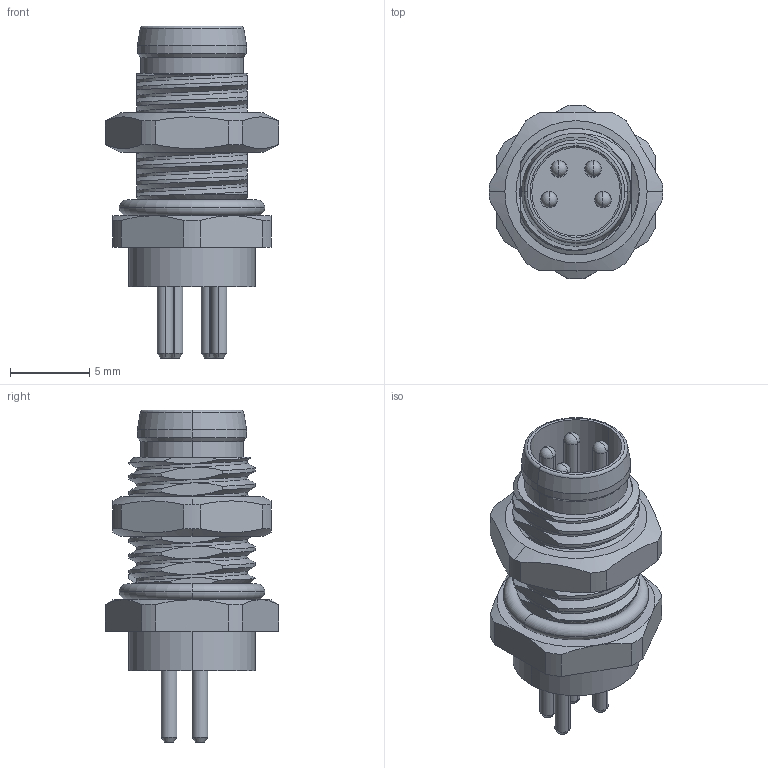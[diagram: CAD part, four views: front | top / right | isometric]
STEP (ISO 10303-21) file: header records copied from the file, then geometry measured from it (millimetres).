
FILE_DESCRIPTION((''),'2;1');
FILE_NAME('PRT000122344','2025-09-23T',('gongcheng16'),(''),'PRO/ENGINEER BY PARAMETRIC TECHNOLOGY CORPORATION, 2010280','PRO/ENGINEER BY PARAMETRIC TECHNOLOGY CORPORATION, 2010280','');
FILE_SCHEMA(('CONFIG_CONTROL_DESIGN'));
Length unit declared in the file: millimetre
Products named in the file (1): PRT000122344
Bounding box: 11 x 10.99 x 21 mm (x, y, z)
Volume: 237.2 mm3; surface area: 2200.4 mm2
Topology: 1 solids, 9 shells, 376 faces, 864 edges, 531 vertices
Faces by surface type: cylinder 136, plane 112, cone 65, bspline 43, torus 12, sphere 8
Entity records: 18565 total; most frequent: CARTESIAN_POINT 10300, ORIENTED_EDGE 1712, DIRECTION 1663, EDGE_CURVE 856, AXIS2_PLACEMENT_3D 673, VERTEX_POINT 531, EDGE_LOOP 423, FACE_OUTER_BOUND 376
